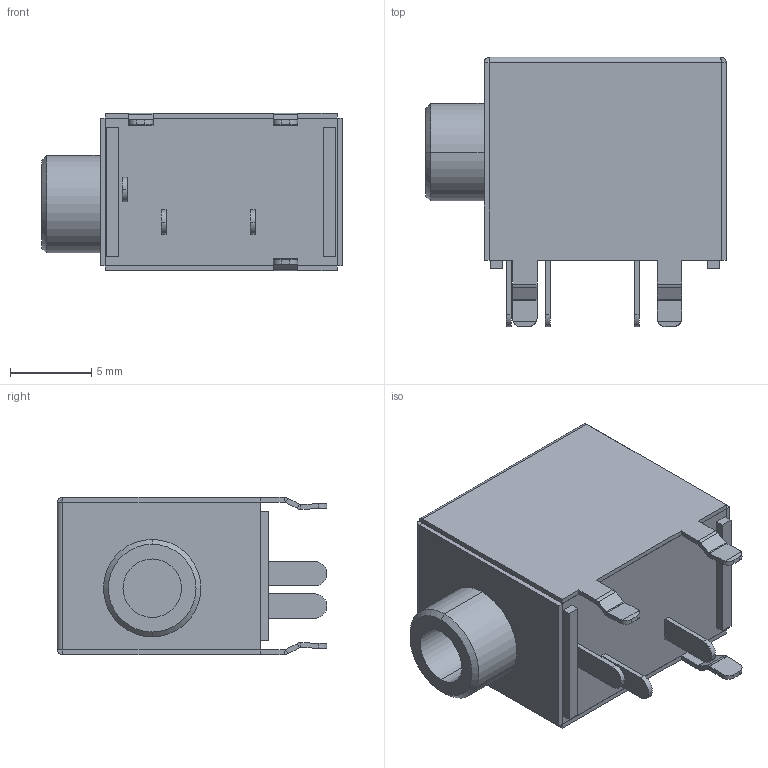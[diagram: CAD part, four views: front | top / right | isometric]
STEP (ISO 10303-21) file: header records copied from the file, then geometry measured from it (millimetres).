
FILE_DESCRIPTION (( 'STEP AP214' ), '1' );
FILE_NAME ('SJ1-3533NS.STEP', '2021-07-08T07:34:12', ( '' ), ( '' ), 'SwSTEP 2.0', 'SolidWorks 2017', '' );
FILE_SCHEMA (( 'AUTOMOTIVE_DESIGN' ));
Length unit declared in the file: millimetre
Products named in the file (2): SJ1-3533NS; SJ1-3533NS_SJ1-3533NS
Assembly tree (1 placements, depth 2):
  SJ1-3533NS
    SJ1-3533NS_SJ1-3533NS
Bounding box: 18.5 x 16.6 x 9.7 mm (x, y, z)
Volume: 1878.9 mm3; surface area: 2545.3 mm2
Topology: 8 solids, 8 shells, 167 faces, 364 edges, 214 vertices
Faces by surface type: plane 109, cylinder 48, bspline 8, cone 2
Entity records: 4665 total; most frequent: CARTESIAN_POINT 967, ORIENTED_EDGE 728, DIRECTION 726, EDGE_CURVE 364, LINE 252, VECTOR 252, AXIS2_PLACEMENT_3D 237, VERTEX_POINT 214
